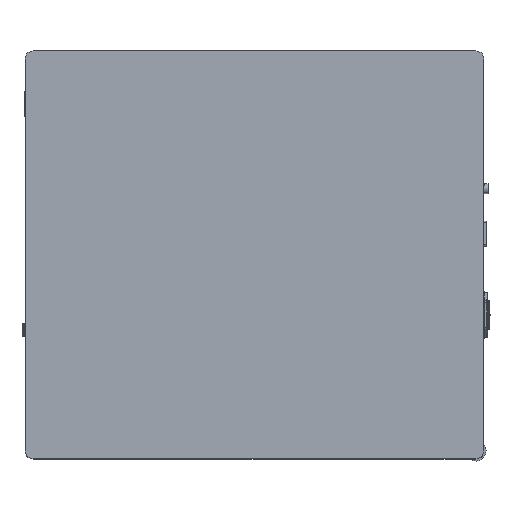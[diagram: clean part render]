
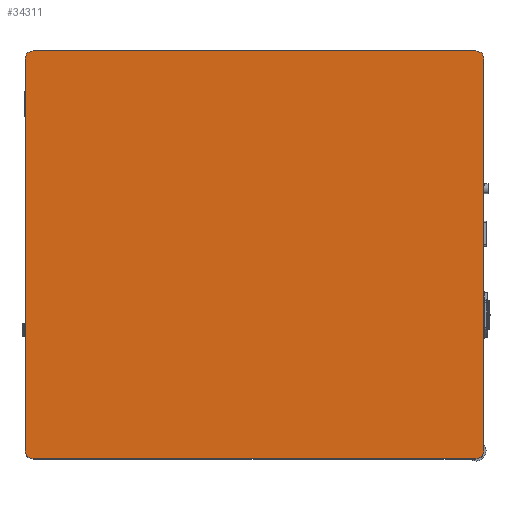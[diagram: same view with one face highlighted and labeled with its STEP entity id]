
A CAD part, top view. The second image highlights one B-rep face of the part: STEP entity #34311.
In plain terms, the highlighted planar face has unit normal (0, 0, 1).
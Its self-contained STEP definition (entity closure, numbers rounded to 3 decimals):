
#3185=LINE('',#52831,#5941);
#3191=LINE('',#52845,#5947);
#3193=LINE('',#52849,#5949);
#3199=LINE('',#52863,#5955);
#5941=VECTOR('',#43321,1000.);
#5947=VECTOR('',#43329,1000.);
#5949=VECTOR('',#43333,1000.);
#5955=VECTOR('',#43341,1000.);
#6933=PLANE('',#36430);
#14570=ORIENTED_EDGE('',*,*,#18276,.F.);
#14571=ORIENTED_EDGE('',*,*,#18278,.T.);
#14572=ORIENTED_EDGE('',*,*,#18270,.F.);
#14573=ORIENTED_EDGE('',*,*,#18279,.T.);
#14574=ORIENTED_EDGE('',*,*,#18268,.F.);
#14575=ORIENTED_EDGE('',*,*,#18280,.T.);
#14576=ORIENTED_EDGE('',*,*,#18262,.F.);
#14577=ORIENTED_EDGE('',*,*,#18281,.T.);
#18262=EDGE_CURVE('',#20701,#20702,#3185,.T.);
#18268=EDGE_CURVE('',#20707,#20708,#3191,.T.);
#18270=EDGE_CURVE('',#20709,#20710,#3193,.T.);
#18276=EDGE_CURVE('',#20715,#20716,#3199,.T.);
#18278=EDGE_CURVE('',#20715,#20710,#21415,.F.);
#18279=EDGE_CURVE('',#20709,#20708,#21416,.F.);
#18280=EDGE_CURVE('',#20707,#20702,#21417,.F.);
#18281=EDGE_CURVE('',#20701,#20716,#21418,.F.);
#20701=VERTEX_POINT('',#52832);
#20702=VERTEX_POINT('',#52833);
#20707=VERTEX_POINT('',#52844);
#20708=VERTEX_POINT('',#52846);
#20709=VERTEX_POINT('',#52850);
#20710=VERTEX_POINT('',#52851);
#20715=VERTEX_POINT('',#52862);
#20716=VERTEX_POINT('',#52864);
#21415=CIRCLE('',#36431,8.);
#21416=CIRCLE('',#36432,8.);
#21417=CIRCLE('',#36433,8.);
#21418=CIRCLE('',#36434,8.);
#23126=EDGE_LOOP('',(#14570,#14571,#14572,#14573,#14574,#14575,#14576,#14577));
#24843=FACE_BOUND('',#23126,.T.);
#34311=ADVANCED_FACE('',(#24843),#6933,.F.);
#36430=AXIS2_PLACEMENT_3D('',#52866,#43343,#43344);
#36431=AXIS2_PLACEMENT_3D('',#52867,#43345,#43346);
#36432=AXIS2_PLACEMENT_3D('',#52868,#43347,#43348);
#36433=AXIS2_PLACEMENT_3D('',#52869,#43349,#43350);
#36434=AXIS2_PLACEMENT_3D('',#52870,#43351,#43352);
#43321=DIRECTION('',(0.,1.,0.));
#43329=DIRECTION('',(1.,0.,0.));
#43333=DIRECTION('',(0.,-1.,0.));
#43341=DIRECTION('',(-1.,0.,0.));
#43343=DIRECTION('',(0.,0.,-1.));
#43344=DIRECTION('',(-1.,0.,0.));
#43345=DIRECTION('',(0.,0.,-1.));
#43346=DIRECTION('',(-1.,0.,0.));
#43347=DIRECTION('',(0.,0.,-1.));
#43348=DIRECTION('',(-1.,0.,0.));
#43349=DIRECTION('',(0.,0.,-1.));
#43350=DIRECTION('',(-1.,0.,0.));
#43351=DIRECTION('',(0.,0.,-1.));
#43352=DIRECTION('',(-1.,0.,0.));
#52831=CARTESIAN_POINT('',(-223.416,-23.593,5.));
#52832=CARTESIAN_POINT('',(-223.416,-195.701,5.));
#52833=CARTESIAN_POINT('',(-223.416,188.299,5.));
#52844=CARTESIAN_POINT('',(-215.416,196.299,5.));
#52845=CARTESIAN_POINT('',(-26.832,196.299,5.));
#52846=CARTESIAN_POINT('',(218.584,196.299,5.));
#52849=CARTESIAN_POINT('',(226.584,16.192,5.));
#52850=CARTESIAN_POINT('',(226.584,188.299,5.));
#52851=CARTESIAN_POINT('',(226.584,-195.701,5.));
#52862=CARTESIAN_POINT('',(218.584,-203.701,5.));
#52863=CARTESIAN_POINT('',(30.,-203.701,5.));
#52864=CARTESIAN_POINT('',(-215.416,-203.701,5.));
#52866=CARTESIAN_POINT('',(0.,0.,5.));
#52867=CARTESIAN_POINT('',(218.584,-195.701,5.));
#52868=CARTESIAN_POINT('',(218.584,188.299,5.));
#52869=CARTESIAN_POINT('',(-215.416,188.299,5.));
#52870=CARTESIAN_POINT('',(-215.416,-195.701,5.));
